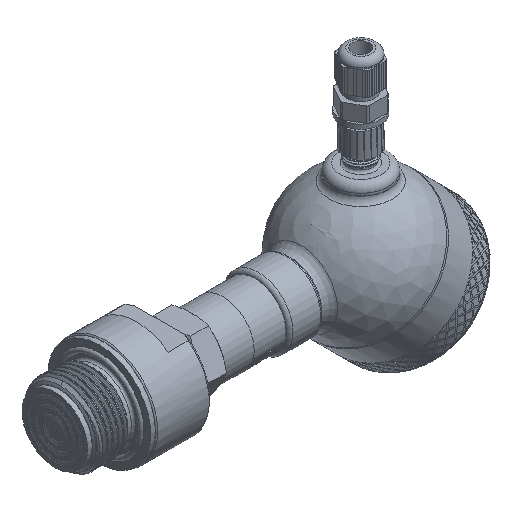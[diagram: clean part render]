
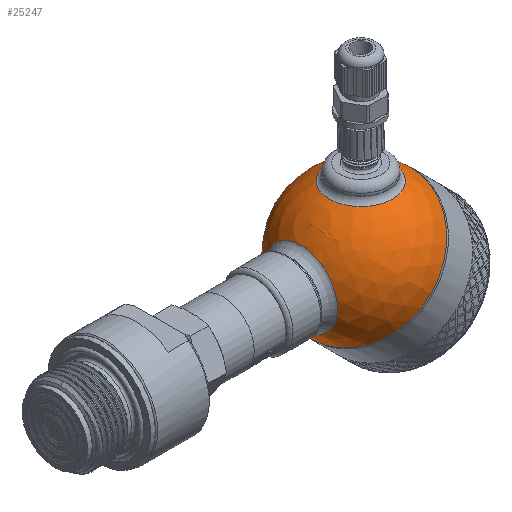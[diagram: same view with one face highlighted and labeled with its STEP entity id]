
A CAD part, isometric view. The second image highlights one B-rep face of the part: STEP entity #25247.
In plain terms, the highlighted spherical face has radius 30 mm.
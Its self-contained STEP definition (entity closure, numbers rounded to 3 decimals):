
#164=SPHERICAL_SURFACE('',#26708,30.);
#213=CIRCLE('',#26705,15.643);
#216=CIRCLE('',#26709,30.);
#217=CIRCLE('',#26710,30.);
#218=CIRCLE('',#26711,30.);
#219=CIRCLE('',#26712,13.5);
#1033=FACE_BOUND('',#5710,.T.);
#1034=FACE_BOUND('',#5711,.T.);
#4063=FACE_OUTER_BOUND('',#5709,.T.);
#5709=EDGE_LOOP('',(#18257,#18258,#18259,#18260));
#5710=EDGE_LOOP('',(#18261));
#5711=EDGE_LOOP('',(#18262));
#10496=VERTEX_POINT('',#39180);
#10498=VERTEX_POINT('',#39186);
#10499=VERTEX_POINT('',#39187);
#10500=VERTEX_POINT('',#39189);
#10501=VERTEX_POINT('',#39192);
#13430=EDGE_CURVE('',#10496,#10496,#213,.T.);
#13433=EDGE_CURVE('',#10498,#10499,#216,.T.);
#13434=EDGE_CURVE('',#10498,#10500,#217,.T.);
#13435=EDGE_CURVE('',#10499,#10498,#218,.T.);
#13436=EDGE_CURVE('',#10501,#10501,#219,.T.);
#18257=ORIENTED_EDGE('',*,*,#13433,.F.);
#18258=ORIENTED_EDGE('',*,*,#13434,.T.);
#18259=ORIENTED_EDGE('',*,*,#13434,.F.);
#18260=ORIENTED_EDGE('',*,*,#13435,.F.);
#18261=ORIENTED_EDGE('',*,*,#13430,.F.);
#18262=ORIENTED_EDGE('',*,*,#13436,.F.);
#25247=ADVANCED_FACE('',(#4063,#1033,#1034),#164,.T.);
#26705=AXIS2_PLACEMENT_3D('',#39181,#28278,#28279);
#26708=AXIS2_PLACEMENT_3D('',#39185,#28284,#28285);
#26709=AXIS2_PLACEMENT_3D('',#39188,#28286,#28287);
#26710=AXIS2_PLACEMENT_3D('',#39190,#28288,#28289);
#26711=AXIS2_PLACEMENT_3D('',#39191,#28290,#28291);
#26712=AXIS2_PLACEMENT_3D('',#39193,#28292,#28293);
#28278=DIRECTION('center_axis',(-0.707,0.,0.707));
#28279=DIRECTION('ref_axis',(0.707,0.,0.707));
#28284=DIRECTION('center_axis',(1.,0.,0.));
#28285=DIRECTION('ref_axis',(0.,-1.,0.));
#28286=DIRECTION('center_axis',(1.,0.,0.));
#28287=DIRECTION('ref_axis',(0.,1.,0.));
#28288=DIRECTION('center_axis',(0.,0.,1.));
#28289=DIRECTION('ref_axis',(0.,1.,0.));
#28290=DIRECTION('center_axis',(1.,0.,0.));
#28291=DIRECTION('ref_axis',(0.,1.,0.));
#28292=DIRECTION('center_axis',(-0.707,0.,-0.707));
#28293=DIRECTION('ref_axis',(-0.707,0.,0.707));
#39180=CARTESIAN_POINT('',(-29.162,0.,7.04));
#39181=CARTESIAN_POINT('Origin',(-18.101,0.,18.101));
#39185=CARTESIAN_POINT('Origin',(0.,0.,0.));
#39186=CARTESIAN_POINT('',(0.,30.,0.));
#39187=CARTESIAN_POINT('',(0.,-30.,0.));
#39188=CARTESIAN_POINT('Origin',(0.,0.,0.));
#39189=CARTESIAN_POINT('',(-30.,0.,0.));
#39190=CARTESIAN_POINT('Origin',(0.,0.,0.));
#39191=CARTESIAN_POINT('Origin',(0.,0.,0.));
#39192=CARTESIAN_POINT('',(-9.398,0.,-28.49));
#39193=CARTESIAN_POINT('Origin',(-18.944,0.,-18.944));
